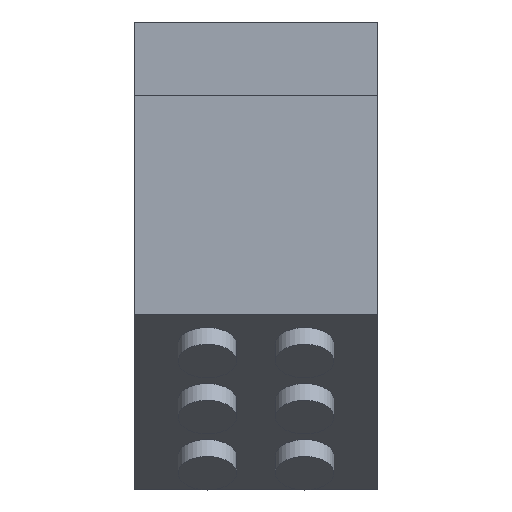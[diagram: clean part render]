
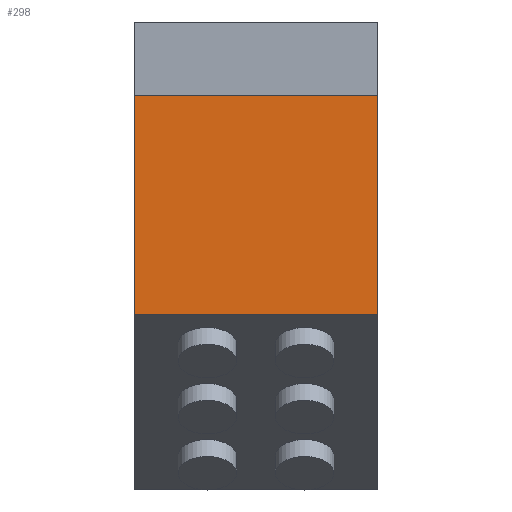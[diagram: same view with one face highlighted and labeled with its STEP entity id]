
A CAD part, top view. The second image highlights one B-rep face of the part: STEP entity #298.
In plain terms, the highlighted planar face has unit normal (0, 0, 1).
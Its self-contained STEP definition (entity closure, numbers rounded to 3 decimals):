
#125 = VERTEX_POINT('',#126);
#126 = CARTESIAN_POINT('',(-10.,-6.,-10.));
#141 = VERTEX_POINT('',#142);
#142 = CARTESIAN_POINT('',(10.,-6.,-10.));
#148 = EDGE_CURVE('',#141,#125,#149,.T.);
#149 = LINE('',#150,#151);
#150 = CARTESIAN_POINT('',(10.,-6.,-10.));
#151 = VECTOR('',#152,1.);
#152 = DIRECTION('',(-1.,0.,0.));
#197 = VERTEX_POINT('',#198);
#198 = CARTESIAN_POINT('',(-10.,-24.,-10.));
#204 = EDGE_CURVE('',#125,#197,#205,.T.);
#205 = LINE('',#206,#207);
#206 = CARTESIAN_POINT('',(-10.,-6.,-10.));
#207 = VECTOR('',#208,1.);
#208 = DIRECTION('',(0.,-1.,0.));
#252 = EDGE_CURVE('',#141,#253,#255,.T.);
#253 = VERTEX_POINT('',#254);
#254 = CARTESIAN_POINT('',(10.,-24.,-10.));
#255 = LINE('',#256,#257);
#256 = CARTESIAN_POINT('',(10.,-6.,-10.));
#257 = VECTOR('',#258,1.);
#258 = DIRECTION('',(0.,-1.,0.));
#298 = ADVANCED_FACE('',(#299),#310,.F.);
#299 = FACE_BOUND('',#300,.F.);
#300 = EDGE_LOOP('',(#301,#302,#308,#309));
#301 = ORIENTED_EDGE('',*,*,#252,.T.);
#302 = ORIENTED_EDGE('',*,*,#303,.T.);
#303 = EDGE_CURVE('',#253,#197,#304,.T.);
#304 = LINE('',#305,#306);
#305 = CARTESIAN_POINT('',(10.,-24.,-10.));
#306 = VECTOR('',#307,1.);
#307 = DIRECTION('',(-1.,0.,0.));
#308 = ORIENTED_EDGE('',*,*,#204,.F.);
#309 = ORIENTED_EDGE('',*,*,#148,.F.);
#310 = PLANE('',#311);
#311 = AXIS2_PLACEMENT_3D('',#312,#313,#314);
#312 = CARTESIAN_POINT('',(10.,-6.,-10.));
#313 = DIRECTION('',(0.,0.,-1.));
#314 = DIRECTION('',(-1.,0.,0.));
